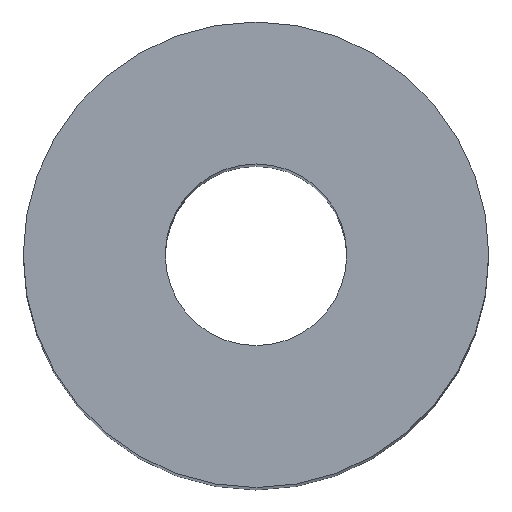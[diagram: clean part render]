
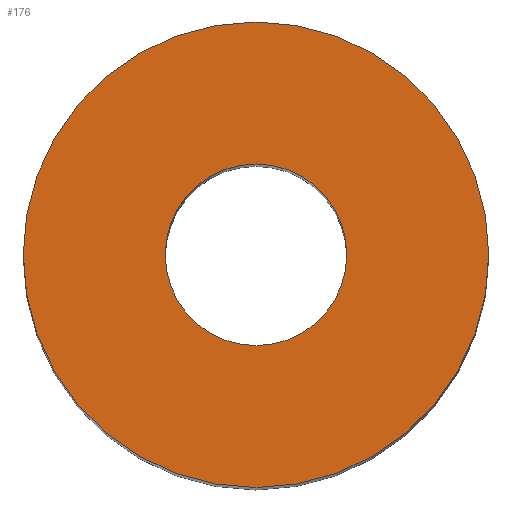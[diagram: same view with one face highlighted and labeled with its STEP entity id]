
A CAD part, top view. The second image highlights one B-rep face of the part: STEP entity #176.
In plain terms, the highlighted planar face has unit normal (0, 0, 1).
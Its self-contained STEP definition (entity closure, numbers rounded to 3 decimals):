
#7 = FACE_BOUND ( 'NONE', #36, .T. ) ;
#12 = DIRECTION ( 'NONE',  ( 0., 0., 1. ) ) ;
#15 = ORIENTED_EDGE ( 'NONE', *, *, #44, .F. ) ;
#18 = VERTEX_POINT ( 'NONE', #109 ) ;
#25 = DIRECTION ( 'NONE',  ( 0., 0., 1. ) ) ;
#26 = CARTESIAN_POINT ( 'NONE',  ( 0., 0., 30. ) ) ;
#36 = EDGE_LOOP ( 'NONE', ( #88, #15 ) ) ;
#44 = EDGE_CURVE ( 'NONE', #89, #48, #104, .T. ) ;
#45 = CARTESIAN_POINT ( 'NONE',  ( 1.95, 0., 30. ) ) ;
#48 = VERTEX_POINT ( 'NONE', #118 ) ;
#59 = CARTESIAN_POINT ( 'NONE',  ( 5., 0., 30. ) ) ;
#61 = CIRCLE ( 'NONE', #185, 1.95 ) ;
#69 = CIRCLE ( 'NONE', #163, 5. ) ;
#73 = DIRECTION ( 'NONE',  ( 0., 0., 1. ) ) ;
#82 = CARTESIAN_POINT ( 'NONE',  ( 0., 0., 30. ) ) ;
#83 = CIRCLE ( 'NONE', #108, 5. ) ;
#84 = DIRECTION ( 'NONE',  ( 0., 0., 1. ) ) ;
#88 = ORIENTED_EDGE ( 'NONE', *, *, #213, .F. ) ;
#89 = VERTEX_POINT ( 'NONE', #45 ) ;
#90 = DIRECTION ( 'NONE',  ( 1., 0., 0. ) ) ;
#91 = AXIS2_PLACEMENT_3D ( 'NONE', #138, #73, #90 ) ;
#104 = CIRCLE ( 'NONE', #91, 1.95 ) ;
#108 = AXIS2_PLACEMENT_3D ( 'NONE', #82, #126, #194 ) ;
#109 = CARTESIAN_POINT ( 'NONE',  ( -5., 0., 30. ) ) ;
#112 = PLANE ( 'NONE',  #190 ) ;
#113 = FACE_OUTER_BOUND ( 'NONE', #148, .T. ) ;
#116 = EDGE_CURVE ( 'NONE', #167, #18, #83, .T. ) ;
#118 = CARTESIAN_POINT ( 'NONE',  ( -1.95, 0., 30. ) ) ;
#125 = CARTESIAN_POINT ( 'NONE',  ( 0., 0., 30. ) ) ;
#126 = DIRECTION ( 'NONE',  ( 0., 0., 1. ) ) ;
#138 = CARTESIAN_POINT ( 'NONE',  ( 0., 0., 30. ) ) ;
#144 = DIRECTION ( 'NONE',  ( 1., 0., 0. ) ) ;
#145 = DIRECTION ( 'NONE',  ( 1., 0., 0. ) ) ;
#148 = EDGE_LOOP ( 'NONE', ( #171, #202 ) ) ;
#157 = EDGE_CURVE ( 'NONE', #18, #167, #69, .T. ) ;
#163 = AXIS2_PLACEMENT_3D ( 'NONE', #26, #25, #209 ) ;
#167 = VERTEX_POINT ( 'NONE', #59 ) ;
#171 = ORIENTED_EDGE ( 'NONE', *, *, #157, .T. ) ;
#176 = ADVANCED_FACE ( 'NONE', ( #113, #7 ), #112, .T. ) ;
#185 = AXIS2_PLACEMENT_3D ( 'NONE', #192, #84, #145 ) ;
#190 = AXIS2_PLACEMENT_3D ( 'NONE', #125, #12, #144 ) ;
#192 = CARTESIAN_POINT ( 'NONE',  ( 0., 0., 30. ) ) ;
#194 = DIRECTION ( 'NONE',  ( 1., 0., 0. ) ) ;
#202 = ORIENTED_EDGE ( 'NONE', *, *, #116, .T. ) ;
#209 = DIRECTION ( 'NONE',  ( 1., 0., 0. ) ) ;
#213 = EDGE_CURVE ( 'NONE', #48, #89, #61, .T. ) ;
